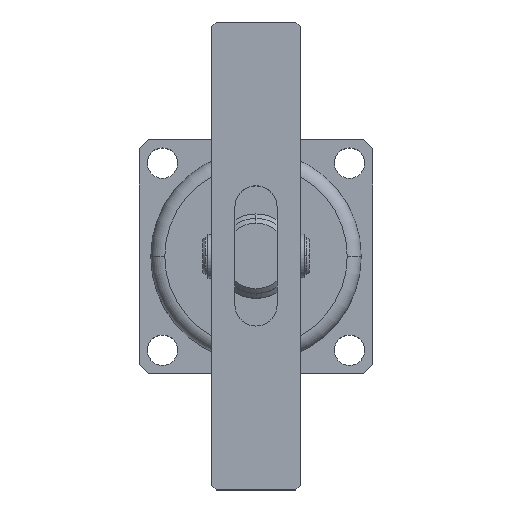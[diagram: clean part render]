
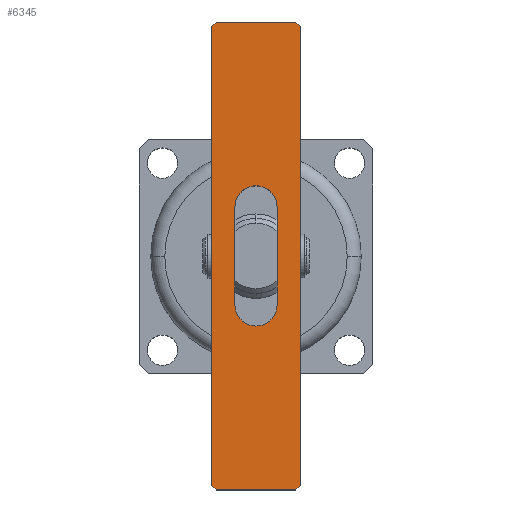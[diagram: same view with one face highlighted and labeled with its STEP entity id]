
A CAD part, top view. The second image highlights one B-rep face of the part: STEP entity #6345.
In plain terms, the highlighted planar face has unit normal (0, 0, 1).
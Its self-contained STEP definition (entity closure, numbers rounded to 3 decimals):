
#41 = ORIENTED_EDGE ( 'NONE', *, *, #618, .F. ) ;
#42 = ORIENTED_EDGE ( 'NONE', *, *, #530, .F. ) ;
#59 = ORIENTED_EDGE ( 'NONE', *, *, #624, .T. ) ;
#62 = ORIENTED_EDGE ( 'NONE', *, *, #608, .T. ) ;
#84 = ORIENTED_EDGE ( 'NONE', *, *, #717, .T. ) ;
#85 = ORIENTED_EDGE ( 'NONE', *, *, #504, .F. ) ;
#86 = ORIENTED_EDGE ( 'NONE', *, *, #726, .T. ) ;
#87 = ORIENTED_EDGE ( 'NONE', *, *, #712, .T. ) ;
#88 = ORIENTED_EDGE ( 'NONE', *, *, #606, .T. ) ;
#90 = ORIENTED_EDGE ( 'NONE', *, *, #734, .F. ) ;
#91 = ORIENTED_EDGE ( 'NONE', *, *, #515, .T. ) ;
#104 = ORIENTED_EDGE ( 'NONE', *, *, #603, .F. ) ;
#116 = ORIENTED_EDGE ( 'NONE', *, *, #713, .T. ) ;
#118 = VERTEX_POINT ( 'NONE', #747 ) ;
#119 = VERTEX_POINT ( 'NONE', #757 ) ;
#123 = VERTEX_POINT ( 'NONE', #752 ) ;
#144 = VERTEX_POINT ( 'NONE', #531 ) ;
#149 = VERTEX_POINT ( 'NONE', #523 ) ;
#166 = VERTEX_POINT ( 'NONE', #474 ) ;
#168 = VERTEX_POINT ( 'NONE', #471 ) ;
#169 = VERTEX_POINT ( 'NONE', #468 ) ;
#185 = VERTEX_POINT ( 'NONE', #451 ) ;
#187 = VERTEX_POINT ( 'NONE', #453 ) ;
#188 = VERTEX_POINT ( 'NONE', #448 ) ;
#235 = VERTEX_POINT ( 'NONE', #1863 ) ;
#263 = VERTEX_POINT ( 'NONE', #5086 ) ;
#380 = AXIS2_PLACEMENT_3D ( 'NONE', #6554, #6559, #6560 ) ;
#448 = CARTESIAN_POINT ( 'NONE',  ( -10.5, 4.5, 9.5 ) ) ;
#451 = CARTESIAN_POINT ( 'NONE',  ( -50., -8.5, 9.5 ) ) ;
#453 = CARTESIAN_POINT ( 'NONE',  ( -49., -9.5, 9.5 ) ) ;
#468 = CARTESIAN_POINT ( 'NONE',  ( 49., -9.5, 9.5 ) ) ;
#471 = CARTESIAN_POINT ( 'NONE',  ( 10.5, -4.5, 9.5 ) ) ;
#474 = CARTESIAN_POINT ( 'NONE',  ( -10.5, -4.5, 9.5 ) ) ;
#504 = EDGE_CURVE ( 'NONE', #168, #235, #3534, .T. ) ;
#515 = EDGE_CURVE ( 'NONE', #149, #144, #3546, .T. ) ;
#523 = CARTESIAN_POINT ( 'NONE',  ( 49., 9.5, 9.5 ) ) ;
#530 = EDGE_CURVE ( 'NONE', #188, #166, #3559, .T. ) ;
#531 = CARTESIAN_POINT ( 'NONE',  ( -49., 9.5, 9.5 ) ) ;
#603 = EDGE_CURVE ( 'NONE', #166, #168, #3655, .T. ) ;
#606 = EDGE_CURVE ( 'NONE', #263, #123, #3650, .T. ) ;
#608 = EDGE_CURVE ( 'NONE', #144, #119, #3665, .T. ) ;
#618 = EDGE_CURVE ( 'NONE', #118, #188, #3680, .T. ) ;
#624 = EDGE_CURVE ( 'NONE', #169, #263, #3687, .T. ) ;
#712 = EDGE_CURVE ( 'NONE', #187, #169, #3805, .T. ) ;
#713 = EDGE_CURVE ( 'NONE', #119, #185, #3814, .T. ) ;
#717 = EDGE_CURVE ( 'NONE', #123, #149, #3812, .T. ) ;
#726 = EDGE_CURVE ( 'NONE', #185, #187, #3836, .T. ) ;
#734 = EDGE_CURVE ( 'NONE', #235, #118, #3848, .T. ) ;
#747 = CARTESIAN_POINT ( 'NONE',  ( 10.5, 4.5, 9.5 ) ) ;
#752 = CARTESIAN_POINT ( 'NONE',  ( 50., 8.5, 9.5 ) ) ;
#757 = CARTESIAN_POINT ( 'NONE',  ( -50., 8.5, 9.5 ) ) ;
#773 = AXIS2_PLACEMENT_3D ( 'NONE', #5210, #5211, #5212 ) ;
#781 = AXIS2_PLACEMENT_3D ( 'NONE', #5171, #5172, #5173 ) ;
#1243 = AXIS2_PLACEMENT_3D ( 'NONE', #4569, #4570, #4571 ) ;
#1863 = CARTESIAN_POINT ( 'NONE',  ( 15., 0., 9.5 ) ) ;
#2275 = CARTESIAN_POINT ( 'NONE',  ( 50., -9.5, 9.5 ) ) ;
#2279 = CARTESIAN_POINT ( 'NONE',  ( -10.5, -4.5, 9.5 ) ) ;
#2280 = DIRECTION ( 'NONE',  ( 1., 0., 0. ) ) ;
#2286 = DIRECTION ( 'NONE',  ( 0., 1., 0. ) ) ;
#2289 = CARTESIAN_POINT ( 'NONE',  ( -50., 8.5, 9.5 ) ) ;
#2290 = DIRECTION ( 'NONE',  ( -0.707, -0.707, 0. ) ) ;
#2344 = CARTESIAN_POINT ( 'NONE',  ( -10.5, 4.5, 9.5 ) ) ;
#2345 = DIRECTION ( 'NONE',  ( -1., 0., 0. ) ) ;
#2349 = DIRECTION ( 'NONE',  ( 0.707, 0.707, 0. ) ) ;
#2357 = CARTESIAN_POINT ( 'NONE',  ( 50., -8.5, 9.5 ) ) ;
#2604 = CARTESIAN_POINT ( 'NONE',  ( -50., -9.5, 9.5 ) ) ;
#2615 = DIRECTION ( 'NONE',  ( 1., 0., 0. ) ) ;
#2616 = CARTESIAN_POINT ( 'NONE',  ( -50., -9.5, 9.5 ) ) ;
#2617 = DIRECTION ( 'NONE',  ( 0., -1., 0. ) ) ;
#2624 = CARTESIAN_POINT ( 'NONE',  ( 49., 9.5, 9.5 ) ) ;
#2629 = DIRECTION ( 'NONE',  ( -0.707, 0.707, 0. ) ) ;
#2648 = CARTESIAN_POINT ( 'NONE',  ( -49., -9.5, 9.5 ) ) ;
#2649 = DIRECTION ( 'NONE',  ( 0.707, -0.707, 0. ) ) ;
#3472 = EDGE_LOOP ( 'NONE', ( #87, #59, #88, #84, #91, #62, #116, #86 ) ) ;
#3497 = EDGE_LOOP ( 'NONE', ( #104, #42, #41, #90, #85 ) ) ;
#3534 = CIRCLE ( 'NONE', #781, 4.5 ) ;
#3546 = LINE ( 'NONE', #5179, #3551 ) ;
#3551 = VECTOR ( 'NONE', #5191, 1000. ) ;
#3559 = CIRCLE ( 'NONE', #773, 4.5 ) ;
#3650 = LINE ( 'NONE', #2275, #3664 ) ;
#3655 = LINE ( 'NONE', #2279, #3658 ) ;
#3658 = VECTOR ( 'NONE', #2280, 1000. ) ;
#3664 = VECTOR ( 'NONE', #2286, 1000. ) ;
#3665 = LINE ( 'NONE', #2289, #3668 ) ;
#3668 = VECTOR ( 'NONE', #2290, 1000. ) ;
#3680 = LINE ( 'NONE', #2344, #3683 ) ;
#3683 = VECTOR ( 'NONE', #2345, 1000. ) ;
#3687 = LINE ( 'NONE', #2357, #3690 ) ;
#3690 = VECTOR ( 'NONE', #2349, 1000. ) ;
#3805 = LINE ( 'NONE', #2604, #3815 ) ;
#3812 = LINE ( 'NONE', #2624, #3823 ) ;
#3814 = LINE ( 'NONE', #2616, #3817 ) ;
#3815 = VECTOR ( 'NONE', #2615, 1000. ) ;
#3817 = VECTOR ( 'NONE', #2617, 1000. ) ;
#3823 = VECTOR ( 'NONE', #2629, 1000. ) ;
#3836 = LINE ( 'NONE', #2648, #3839 ) ;
#3839 = VECTOR ( 'NONE', #2649, 1000. ) ;
#3848 = CIRCLE ( 'NONE', #1243, 4.5 ) ;
#4374 = FACE_BOUND ( 'NONE', #3497, .T. ) ;
#4381 = FACE_OUTER_BOUND ( 'NONE', #3472, .T. ) ;
#4569 = CARTESIAN_POINT ( 'NONE',  ( 10.5, 0., 9.5 ) ) ;
#4570 = DIRECTION ( 'NONE',  ( 0., 0., 1. ) ) ;
#4571 = DIRECTION ( 'NONE',  ( 1., 0., 0. ) ) ;
#5086 = CARTESIAN_POINT ( 'NONE',  ( 50., -8.5, 9.5 ) ) ;
#5171 = CARTESIAN_POINT ( 'NONE',  ( 10.5, 0., 9.5 ) ) ;
#5172 = DIRECTION ( 'NONE',  ( 0., 0., 1. ) ) ;
#5173 = DIRECTION ( 'NONE',  ( 1., 0., 0. ) ) ;
#5179 = CARTESIAN_POINT ( 'NONE',  ( -50., 9.5, 9.5 ) ) ;
#5191 = DIRECTION ( 'NONE',  ( -1., 0., 0. ) ) ;
#5210 = CARTESIAN_POINT ( 'NONE',  ( -10.5, 0., 9.5 ) ) ;
#5211 = DIRECTION ( 'NONE',  ( 0., 0., 1. ) ) ;
#5212 = DIRECTION ( 'NONE',  ( 1., 0., 0. ) ) ;
#6345 = ADVANCED_FACE ( 'NONE', ( #4374, #4381 ), #6557, .F. ) ;
#6554 = CARTESIAN_POINT ( 'NONE',  ( 0., 0., 9.5 ) ) ;
#6557 = PLANE ( 'NONE',  #380 ) ;
#6559 = DIRECTION ( 'NONE',  ( 0., 0., -1. ) ) ;
#6560 = DIRECTION ( 'NONE',  ( -1., 0., 0. ) ) ;
